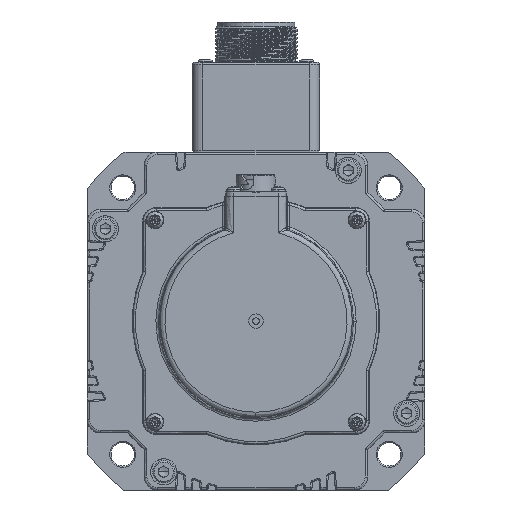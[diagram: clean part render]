
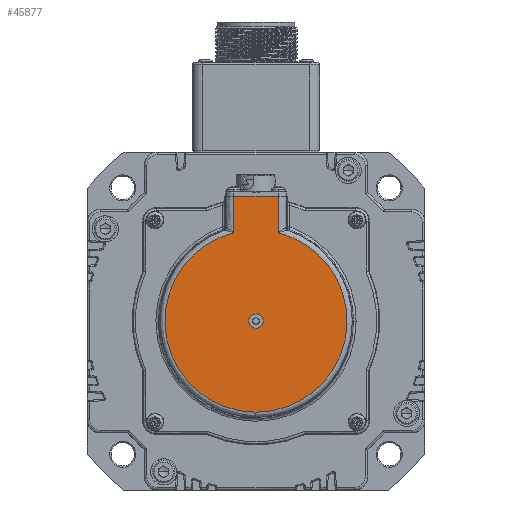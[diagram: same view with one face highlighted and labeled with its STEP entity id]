
A CAD part, front view. The second image highlights one B-rep face of the part: STEP entity #45877.
In plain terms, the highlighted planar face has unit normal (0, -1, 0).
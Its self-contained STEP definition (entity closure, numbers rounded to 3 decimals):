
#43953=CARTESIAN_POINT('',(202.383,-67.5,-31.02));
#43954=VERTEX_POINT('',#43953);
#44083=CARTESIAN_POINT('',(219.617,-67.5,-31.02));
#44084=VERTEX_POINT('',#44083);
#44107=CARTESIAN_POINT('',(211.,-67.5,-100.056));
#44108=VERTEX_POINT('',#44107);
#44109=CARTESIAN_POINT('',(211.,-67.5,-65.));
#44110=DIRECTION('',(0.246,0.,0.969));
#44111=DIRECTION('',(0.,1.,0.));
#44112=AXIS2_PLACEMENT_3D('',#44109,#44111,#44110);
#44113=CIRCLE('',#44112,35.056);
#44114=EDGE_CURVE('',#44084,#44108,#44113,.T.);
#44180=CARTESIAN_POINT('',(211.,-67.5,-65.));
#44181=DIRECTION('',(0.,0.,-1.));
#44182=DIRECTION('',(0.,1.,0.));
#44183=AXIS2_PLACEMENT_3D('',#44180,#44182,#44181);
#44184=CIRCLE('',#44183,35.056);
#44185=EDGE_CURVE('',#44108,#43954,#44184,.T.);
#44197=CARTESIAN_POINT('',(211.,-67.5,-62.25));
#44198=VERTEX_POINT('',#44197);
#44205=CARTESIAN_POINT('',(211.,-67.5,-65.));
#44206=DIRECTION('',(0.,0.,1.));
#44207=DIRECTION('',(0.,-1.,0.));
#44208=AXIS2_PLACEMENT_3D('',#44205,#44207,#44206);
#44209=CIRCLE('',#44208,2.75);
#44210=EDGE_CURVE('',#44198,#44198,#44209,.T.);
#45824=CARTESIAN_POINT('',(202.383,-67.5,-17.));
#45825=VERTEX_POINT('',#45824);
#45826=CARTESIAN_POINT('',(202.383,-67.5,-31.02));
#45827=DIRECTION('',(0.,0.,1.));
#45828=VECTOR('',#45827,14.02);
#45829=LINE('',#45826,#45828);
#45830=EDGE_CURVE('',#43954,#45825,#45829,.T.);
#45850=CARTESIAN_POINT('',(211.,-67.5,-65.));
#45851=DIRECTION('',(0.,0.,-1.));
#45852=DIRECTION('',(0.,-1.,0.));
#45853=AXIS2_PLACEMENT_3D('',#45850,#45852,#45851);
#45854=PLANE('',#45853);
#45855=ORIENTED_EDGE('',*,*,#44185,.F.);
#45856=ORIENTED_EDGE('',*,*,#44114,.F.);
#45857=CARTESIAN_POINT('',(219.617,-67.5,-17.));
#45858=VERTEX_POINT('',#45857);
#45859=CARTESIAN_POINT('',(219.617,-67.5,-31.02));
#45860=DIRECTION('',(0.,0.,1.));
#45861=VECTOR('',#45860,14.02);
#45862=LINE('',#45859,#45861);
#45863=EDGE_CURVE('',#44084,#45858,#45862,.T.);
#45864=ORIENTED_EDGE('',*,*,#45863,.T.);
#45865=CARTESIAN_POINT('',(219.617,-67.5,-17.));
#45866=DIRECTION('',(-1.,0.,0.));
#45867=VECTOR('',#45866,17.234);
#45868=LINE('',#45865,#45867);
#45869=EDGE_CURVE('',#45858,#45825,#45868,.T.);
#45870=ORIENTED_EDGE('',*,*,#45869,.T.);
#45871=ORIENTED_EDGE('',*,*,#45830,.F.);
#45872=EDGE_LOOP('',(#45855,#45856,#45864,#45870,#45871));
#45873=FACE_OUTER_BOUND('',#45872,.T.);
#45874=ORIENTED_EDGE('',*,*,#44210,.F.);
#45875=EDGE_LOOP('',(#45874));
#45876=FACE_BOUND('',#45875,.T.);
#45877=ADVANCED_FACE('',(#45873,#45876),#45854,.T.);
